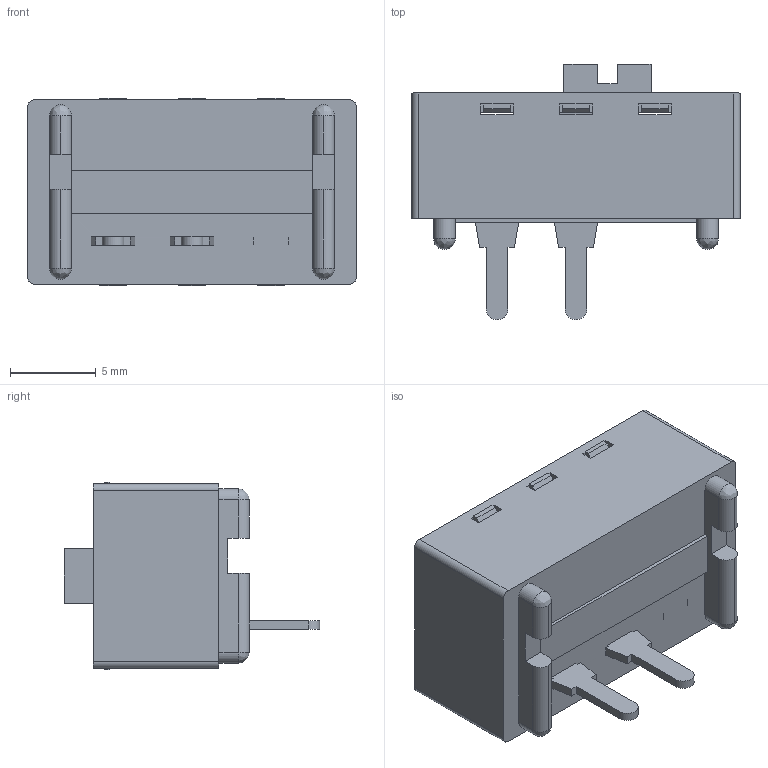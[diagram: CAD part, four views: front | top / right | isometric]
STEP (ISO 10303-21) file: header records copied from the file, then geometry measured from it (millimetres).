
FILE_DESCRIPTION(/* description */ ('STEP AP242','CAx-IF Rec.Pracs.---Representation and Presentation of Product Manufacturing Information (PMI)---4.0---2014-10-13','CAx-IF Rec.Pracs.---3D Tessellated Geometry---0.4---2014-09-14','2;1'),/* implementation_level */ '2;1');
FILE_NAME(/* name */ 'L101121MS02Q',/* time_stamp */ '2026-01-20T13:36:11+01:00',/* author */ ('License CC BY-ND 4.0'),/* organization */ ('CADENAS'),/* preprocessor_version */ 'ST-DEVELOPER v20',/* originating_system */ 'PARTsolutions',/* authorisation */ ' ');
FILE_SCHEMA (('AP242_MANAGED_MODEL_BASED_3D_ENGINEERING_MIM_LF { 1 0 10303 442 1 1 4 }'));
Length unit declared in the file: millimetre
Products named in the file (2): L101121MS02Q; L101121MS02Q_PART1
Assembly tree (1 placements, depth 2):
  L101121MS02Q
    L101121MS02Q_PART1
Bounding box: 19.13 x 14.86 x 10.9 mm (x, y, z)
Volume: 709.1 mm3; surface area: 1853.8 mm2
Topology: 2 solids, 2 shells, 287 faces, 858 edges, 560 vertices
Faces by surface type: plane 250, cylinder 33, bspline 4
Entity records: 9668 total; most frequent: CARTESIAN_POINT 1815, ORIENTED_EDGE 1716, DIRECTION 1498, EDGE_CURVE 858, LINE 788, VECTOR 788, VERTEX_POINT 560, AXIS2_PLACEMENT_3D 355
